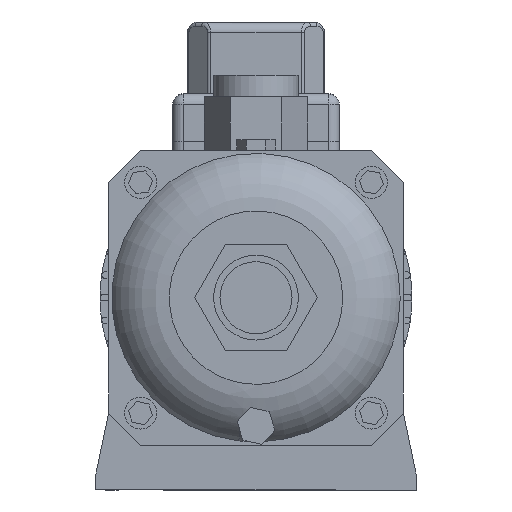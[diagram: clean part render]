
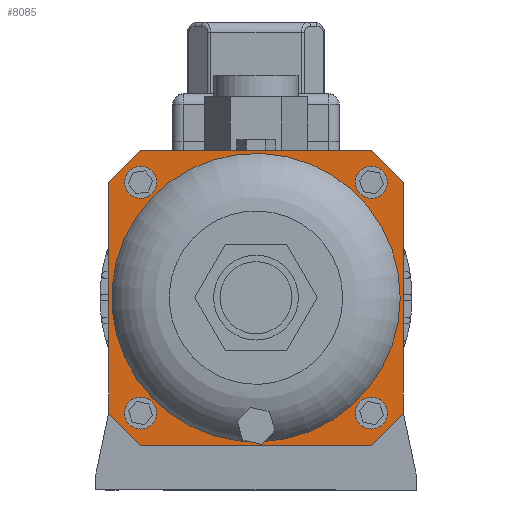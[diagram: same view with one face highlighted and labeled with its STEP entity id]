
A CAD part, left-side view. The second image highlights one B-rep face of the part: STEP entity #8085.
In plain terms, the highlighted planar face has unit normal (-1, 0, 0).
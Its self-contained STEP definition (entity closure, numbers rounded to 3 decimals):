
#166=FACE_BOUND($,#1365,.T.);
#167=FACE_BOUND($,#1366,.T.);
#168=FACE_BOUND($,#1367,.T.);
#169=FACE_BOUND($,#1368,.T.);
#170=FACE_BOUND($,#1369,.T.);
#443=PLANE($,#8848);
#869=FACE_OUTER_BOUND($,#1364,.T.);
#1364=EDGE_LOOP($,(#7091,#7092,#7093,#7094,#7095,#7096,#7097,#7098));
#1365=EDGE_LOOP($,(#7099,#7100));
#1366=EDGE_LOOP($,(#7101));
#1367=EDGE_LOOP($,(#7102));
#1368=EDGE_LOOP($,(#7103));
#1369=EDGE_LOOP($,(#7104));
#1804=CIRCLE($,#8847,7.85);
#1805=CIRCLE($,#8849,67.5);
#1806=CIRCLE($,#8850,7.5);
#1807=CIRCLE($,#8851,7.5);
#1808=CIRCLE($,#8852,7.5);
#1809=CIRCLE($,#8853,7.5);
#2415=LINE($,#13766,#3161);
#2416=LINE($,#13768,#3162);
#2417=LINE($,#13770,#3163);
#2418=LINE($,#13772,#3164);
#2419=LINE($,#13774,#3165);
#2420=LINE($,#13776,#3166);
#2421=LINE($,#13778,#3167);
#2422=LINE($,#13779,#3168);
#3161=VECTOR($,#10831,21.213);
#3162=VECTOR($,#10832,108.);
#3163=VECTOR($,#10833,21.213);
#3164=VECTOR($,#10834,108.);
#3165=VECTOR($,#10835,21.213);
#3166=VECTOR($,#10836,108.);
#3167=VECTOR($,#10837,21.213);
#3168=VECTOR($,#10838,108.);
#3946=VERTEX_POINT($,#13690);
#3947=VERTEX_POINT($,#13691);
#3948=VERTEX_POINT($,#13764);
#3949=VERTEX_POINT($,#13765);
#3950=VERTEX_POINT($,#13767);
#3951=VERTEX_POINT($,#13769);
#3952=VERTEX_POINT($,#13771);
#3953=VERTEX_POINT($,#13773);
#3954=VERTEX_POINT($,#13775);
#3955=VERTEX_POINT($,#13777);
#3956=VERTEX_POINT($,#13781);
#3957=VERTEX_POINT($,#13783);
#3958=VERTEX_POINT($,#13785);
#3959=VERTEX_POINT($,#13787);
#5023=EDGE_CURVE($,#3947,#3946,#1804,.T.);
#5024=EDGE_CURVE($,#3948,#3949,#2415,.T.);
#5025=EDGE_CURVE($,#3948,#3950,#2416,.T.);
#5026=EDGE_CURVE($,#3951,#3950,#2417,.T.);
#5027=EDGE_CURVE($,#3951,#3952,#2418,.T.);
#5028=EDGE_CURVE($,#3953,#3952,#2419,.T.);
#5029=EDGE_CURVE($,#3953,#3954,#2420,.T.);
#5030=EDGE_CURVE($,#3955,#3954,#2421,.T.);
#5031=EDGE_CURVE($,#3955,#3949,#2422,.T.);
#5032=EDGE_CURVE($,#3947,#3946,#1805,.T.);
#5033=EDGE_CURVE($,#3956,#3956,#1806,.T.);
#5034=EDGE_CURVE($,#3957,#3957,#1807,.T.);
#5035=EDGE_CURVE($,#3958,#3958,#1808,.T.);
#5036=EDGE_CURVE($,#3959,#3959,#1809,.T.);
#7091=ORIENTED_EDGE($,*,*,#5024,.F.);
#7092=ORIENTED_EDGE($,*,*,#5025,.T.);
#7093=ORIENTED_EDGE($,*,*,#5026,.F.);
#7094=ORIENTED_EDGE($,*,*,#5027,.T.);
#7095=ORIENTED_EDGE($,*,*,#5028,.F.);
#7096=ORIENTED_EDGE($,*,*,#5029,.T.);
#7097=ORIENTED_EDGE($,*,*,#5030,.F.);
#7098=ORIENTED_EDGE($,*,*,#5031,.T.);
#7099=ORIENTED_EDGE($,*,*,#5023,.T.);
#7100=ORIENTED_EDGE($,*,*,#5032,.F.);
#7101=ORIENTED_EDGE($,*,*,#5033,.T.);
#7102=ORIENTED_EDGE($,*,*,#5034,.T.);
#7103=ORIENTED_EDGE($,*,*,#5035,.T.);
#7104=ORIENTED_EDGE($,*,*,#5036,.T.);
#8085=ADVANCED_FACE($,(#869,#166,#167,#168,#169,#170),#443,.T.);
#8847=AXIS2_PLACEMENT_3D($,#13762,#10827,#10828);
#8848=AXIS2_PLACEMENT_3D($,#13763,#10829,#10830);
#8849=AXIS2_PLACEMENT_3D($,#13780,#10839,#10840);
#8850=AXIS2_PLACEMENT_3D($,#13782,#10841,#10842);
#8851=AXIS2_PLACEMENT_3D($,#13784,#10843,#10844);
#8852=AXIS2_PLACEMENT_3D($,#13786,#10845,#10846);
#8853=AXIS2_PLACEMENT_3D($,#13788,#10847,#10848);
#10827=DIRECTION('center_axis',(1.,0.,0.));
#10828=DIRECTION('ref_axis',(0.,1.,0.));
#10829=DIRECTION('center_axis',(-1.,0.,0.));
#10830=DIRECTION('ref_axis',(0.,-1.,0.));
#10831=DIRECTION($,(0.,0.707,0.707));
#10832=DIRECTION($,(0.,-1.,0.));
#10833=DIRECTION($,(0.,0.707,-0.707));
#10834=DIRECTION($,(0.,0.,1.));
#10835=DIRECTION($,(0.,-0.707,-0.707));
#10836=DIRECTION($,(0.,1.,0.));
#10837=DIRECTION($,(0.,-0.707,0.707));
#10838=DIRECTION($,(0.,0.,-1.));
#10839=DIRECTION('center_axis',(-1.,0.,0.));
#10840=DIRECTION('ref_axis',(0.,-1.,0.));
#10841=DIRECTION('center_axis',(1.,0.,0.));
#10842=DIRECTION('ref_axis',(0.,1.,0.));
#10843=DIRECTION('center_axis',(1.,0.,0.));
#10844=DIRECTION('ref_axis',(0.,1.,0.));
#10845=DIRECTION('center_axis',(1.,0.,0.));
#10846=DIRECTION('ref_axis',(0.,1.,0.));
#10847=DIRECTION('center_axis',(1.,0.,0.));
#10848=DIRECTION('ref_axis',(0.,1.,0.));
#13690=CARTESIAN_POINT('',(-132.273,2.458,22.545));
#13691=CARTESIAN_POINT('',(-132.273,-2.458,22.545));
#13762=CARTESIAN_POINT('Origin',(-132.273,0.,30.));
#13763=CARTESIAN_POINT('Origin',(-132.273,0.,90.));
#13764=CARTESIAN_POINT('',(-132.273,54.,21.));
#13765=CARTESIAN_POINT('',(-132.273,69.,36.));
#13766=CARTESIAN_POINT($,(-132.273,61.5,28.5));
#13767=CARTESIAN_POINT('',(-132.273,-54.,21.));
#13768=CARTESIAN_POINT($,(-132.273,69.,21.));
#13769=CARTESIAN_POINT('',(-132.273,-69.,36.));
#13770=CARTESIAN_POINT($,(-132.273,-61.5,28.5));
#13771=CARTESIAN_POINT('',(-132.273,-69.,144.));
#13772=CARTESIAN_POINT($,(-132.273,-69.,21.));
#13773=CARTESIAN_POINT('',(-132.273,-54.,159.));
#13774=CARTESIAN_POINT($,(-132.273,-61.5,151.5));
#13775=CARTESIAN_POINT('',(-132.273,54.,159.));
#13776=CARTESIAN_POINT($,(-132.273,-69.,159.));
#13777=CARTESIAN_POINT('',(-132.273,69.,144.));
#13778=CARTESIAN_POINT($,(-132.273,61.5,151.5));
#13779=CARTESIAN_POINT($,(-132.273,69.,159.));
#13780=CARTESIAN_POINT('Origin',(-132.273,0.,90.));
#13781=CARTESIAN_POINT('',(-132.273,46.5,144.));
#13782=CARTESIAN_POINT('Origin',(-132.273,54.,144.));
#13783=CARTESIAN_POINT('',(-132.273,-61.5,144.));
#13784=CARTESIAN_POINT('Origin',(-132.273,-54.,144.));
#13785=CARTESIAN_POINT('',(-132.273,46.5,36.));
#13786=CARTESIAN_POINT('Origin',(-132.273,54.,36.));
#13787=CARTESIAN_POINT('',(-132.273,-61.5,36.));
#13788=CARTESIAN_POINT('Origin',(-132.273,-54.,36.));
